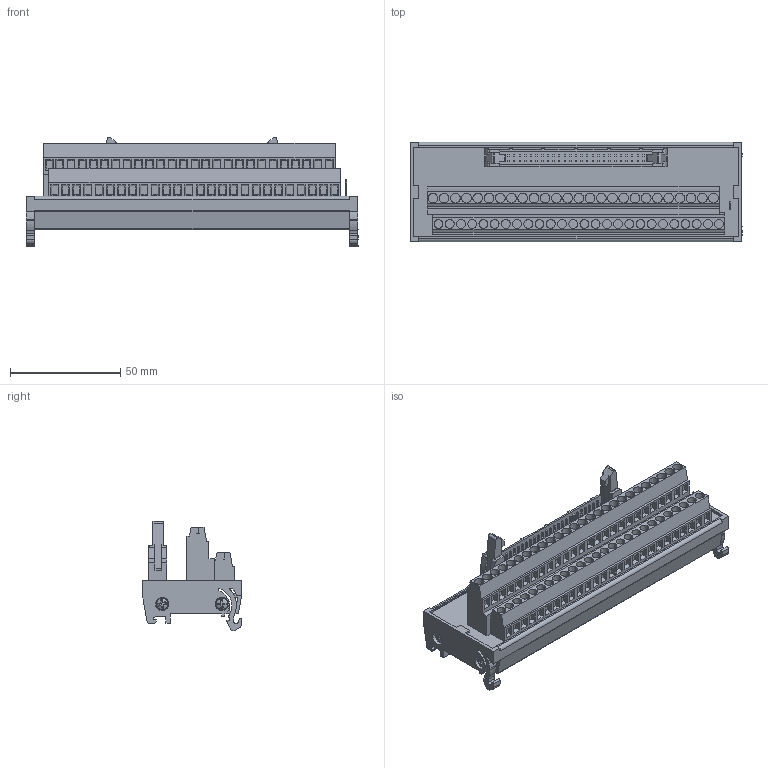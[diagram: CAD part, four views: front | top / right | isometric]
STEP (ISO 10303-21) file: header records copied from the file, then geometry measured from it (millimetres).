
FILE_DESCRIPTION(('CATIA V5R22 STEP214','CAx-IF Rec.Pracs.--- Model Styling and Organization---1.4--- 2014-01-23'),'2;1');
FILE_NAME ('D1464286_1_8155570000_3D_8155570000.stp','2022-09-29T11:14:54+00:00',('none'),('Weidmueller'),'CATIA Version 5-6 Release 2016 SP3 HF44','CATIA V5 STEP AP214','none');
FILE_SCHEMA(('AUTOMOTIVE_DESIGN { 1 0 10303 214 1 1 1 1 }'));
Length unit declared in the file: millimetre
Products named in the file (1): 8155570000_RS F50 LPK 2H_52
Bounding box: 150.25 x 45 x 49.37 mm (x, y, z)
Volume: 89853.8 mm3; surface area: 69722.3 mm2
Topology: 1 solids, 4 shells, 1459 faces, 3891 edges, 2561 vertices
Faces by surface type: plane 1145, cylinder 298, torus 8, sphere 8
Entity records: 47007 total; most frequent: CARTESIAN_POINT 9299, ORIENTED_EDGE 7782, DIRECTION 6661, EDGE_CURVE 3891, VECTOR 3131, LINE 3131, VERTEX_POINT 2561, AXIS2_PLACEMENT_3D 2072
